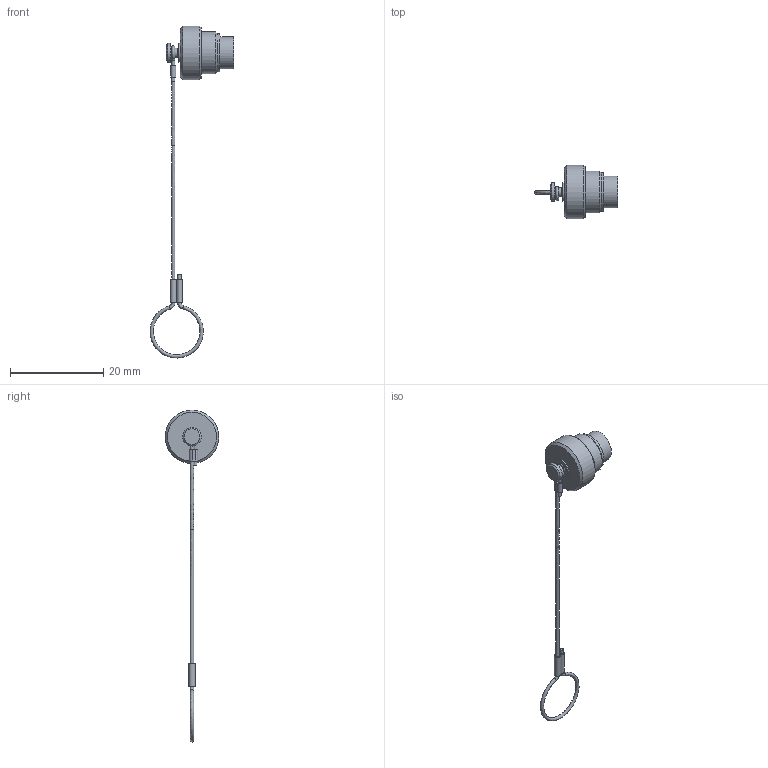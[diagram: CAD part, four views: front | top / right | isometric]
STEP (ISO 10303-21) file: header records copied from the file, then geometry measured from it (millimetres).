
FILE_DESCRIPTION(/* description */ (''),/* implementation_level */ '2;1');
FILE_NAME(/* name */ '08 0350 000 001 001_00-Schutzkappe.stp',/* time_stamp */ '2017-07-03T13:39:10+02:00',/* author */ (''),/* organization */ (''),/* preprocessor_version */ 'ST-DEVELOPER v16',/* originating_system */ 'SIEMENS PLM Software NX 11.0',/* authorisation */ '');
FILE_SCHEMA (('AUTOMOTIVE_DESIGN { 1 0 10303 214 3 1 1 1 }'));
Length unit declared in the file: millimetre
Products named in the file (1): smag1BC09891iisc
Bounding box: 17.98 x 11.5 x 71.26 mm (x, y, z)
Volume: 631.9 mm3; surface area: 1028 mm2
Topology: 1 solids, 1 shells, 55 faces, 135 edges, 87 vertices
Faces by surface type: plane 24, cylinder 15, bspline 10, cone 4, torus 2
Full cylindrical faces by diameter (mm): 2 x1, 4 x2, 6.05 x1, 6.85 x1, 8.2 x1, 9 x1, 11.5 x1
Entity records: 5197 total; most frequent: CARTESIAN_POINT 4069, DIRECTION 222, ORIENTED_EDGE 196, EDGE_CURVE 98, AXIS2_PLACEMENT_3D 92, EDGE_LOOP 89, VERTEX_POINT 75, FACE_BOUND 66
